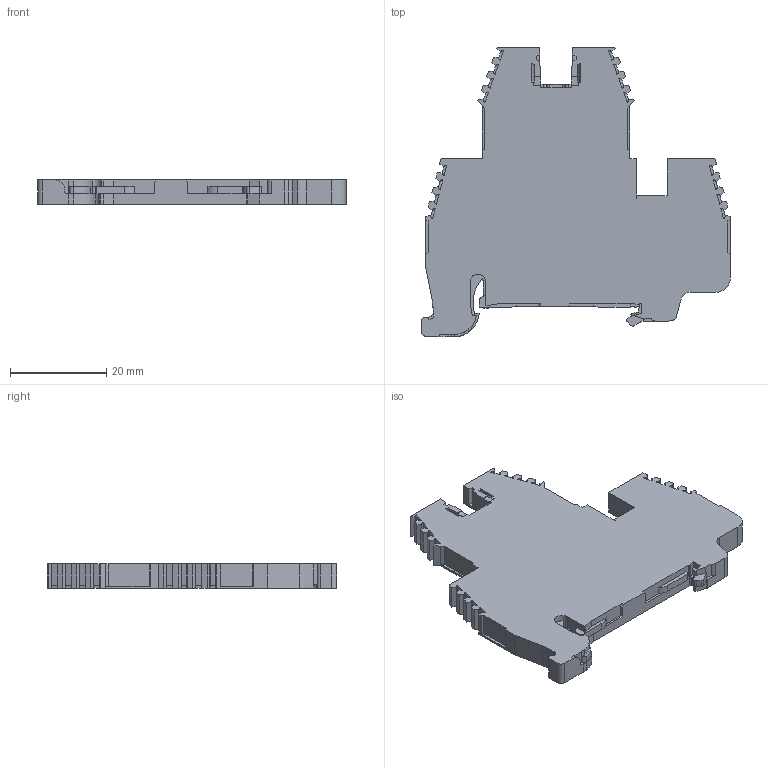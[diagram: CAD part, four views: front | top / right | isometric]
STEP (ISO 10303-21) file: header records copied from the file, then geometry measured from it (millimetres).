
FILE_DESCRIPTION (( 'STEP AP214' ), '1' );
FILE_NAME ('336560_PIK 2,5 NT.STP', '2013-11-12T12:35:01', ( 'arge' ), ( 'Microsoft' ), 'SwSTEP 2.0', 'SolidWorks 2013', '' );
FILE_SCHEMA (( 'AUTOMOTIVE_DESIGN' ));
Length unit declared in the file: millimetre
Products named in the file (1): 336560_PIK 2,5 NT
Bounding box: 64.03 x 60 x 5 mm (x, y, z)
Volume: 12212 mm3; surface area: 6832.4 mm2
Topology: 1 solids, 1 shells, 410 faces, 1169 edges, 765 vertices
Faces by surface type: plane 315, cylinder 95
Entity records: 17169 total; most frequent: CARTESIAN_POINT 2354, ORIENTED_EDGE 2338, DIRECTION 2186, EDGE_CURVE 1169, VECTOR 968, LINE 968, VERTEX_POINT 765, AXIS2_PLACEMENT_3D 609
